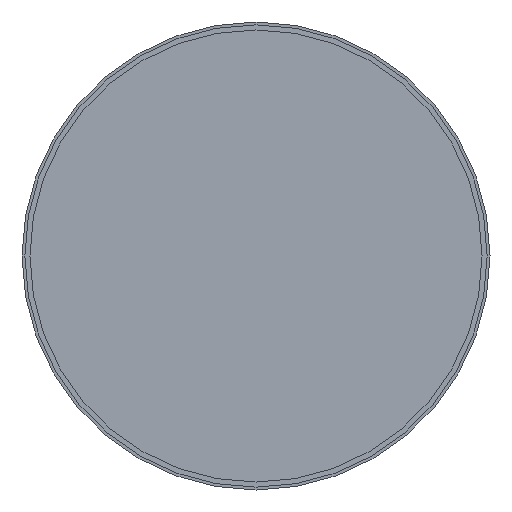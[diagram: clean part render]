
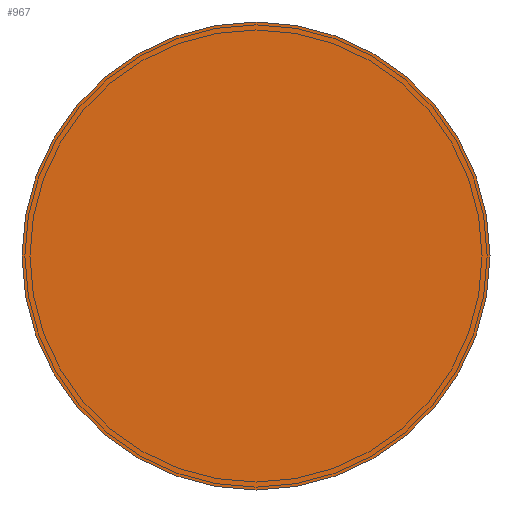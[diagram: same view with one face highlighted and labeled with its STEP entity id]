
A CAD part, left-side view. The second image highlights one B-rep face of the part: STEP entity #967.
In plain terms, the highlighted planar face has unit normal (-1, 0, 0).
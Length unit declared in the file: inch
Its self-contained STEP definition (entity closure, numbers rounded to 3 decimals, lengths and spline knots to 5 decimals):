
#84 = AXIS2_PLACEMENT_3D ( 'NONE', #993, #398, #212 ) ;
#212 = DIRECTION ( 'NONE',  ( 0., 0., -1. ) ) ;
#236 = AXIS2_PLACEMENT_3D ( 'NONE', #344, #246, #1067 ) ;
#246 = DIRECTION ( 'NONE',  ( 1., 0., 0. ) ) ;
#316 = VERTEX_POINT ( 'NONE', #827 ) ;
#344 = CARTESIAN_POINT ( 'NONE',  ( 0., 0., 0. ) ) ;
#398 = DIRECTION ( 'NONE',  ( 1., 0., 0. ) ) ;
#484 = EDGE_LOOP ( 'NONE', ( #1180 ) ) ;
#811 = CIRCLE ( 'NONE', #236, 0.03675 ) ;
#827 = CARTESIAN_POINT ( 'NONE',  ( 0., 0., -0.03675 ) ) ;
#891 = FACE_OUTER_BOUND ( 'NONE', #484, .T. ) ;
#967 = ADVANCED_FACE ( 'NONE', ( #891 ), #1321, .F. ) ;
#993 = CARTESIAN_POINT ( 'NONE',  ( 0., -0.03675, 0. ) ) ;
#1067 = DIRECTION ( 'NONE',  ( 0., 0., -1. ) ) ;
#1169 = EDGE_CURVE ( 'NONE', #316, #316, #811, .T. ) ;
#1180 = ORIENTED_EDGE ( 'NONE', *, *, #1169, .F. ) ;
#1321 = PLANE ( 'NONE',  #84 ) ;
